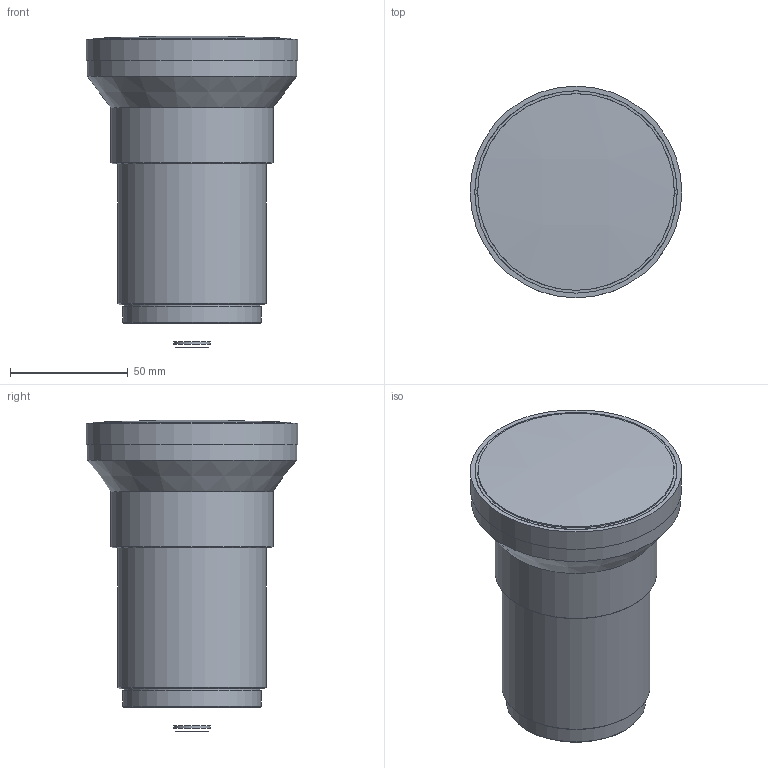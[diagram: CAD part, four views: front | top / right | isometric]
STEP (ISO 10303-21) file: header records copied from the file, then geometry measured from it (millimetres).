
FILE_DESCRIPTION (( 'STEP AP203' ), '1' );
FILE_NAME ('LA-0021-3110F1.3光学无热化镜头外形图-20201224.STEP', '2023-11-06T08:17:52', ( 'Windows User' ), ( 'P R C' ), 'SwSTEP 2.0', 'SolidWorks 2020', '' );
FILE_SCHEMA (( 'CONFIG_CONTROL_DESIGN' ));
Length unit declared in the file: millimetre
Products named in the file (1): LA-0021-3110F1.3光学无热化镜头外形图-20201224
Bounding box: 90 x 90 x 132.27 mm (x, y, z)
Surface area: 41572.6 mm2 (no closed solid volume)
Topology: 0 solids, 3 shells, 43 faces, 80 edges, 53 vertices
Faces by surface type: plane 22, cylinder 14, cone 5, bspline 2
Full cylindrical faces by diameter (mm): 15.319 x1, 43.349 x1, 50 x1, 53 x1, 54.5 x1, 55 x1, 57.5 x1, 59 x1, 63 x1, 69 x1, 83.6 x1, 86 x1, 89 x1, 90 x1
Entity records: 1221 total; most frequent: CARTESIAN_POINT 358, DIRECTION 178, ORIENTED_EDGE 112, AXIS2_PLACEMENT_3D 81, EDGE_LOOP 73, EDGE_CURVE 57, FACE_OUTER_BOUND 57, VERTEX_POINT 49
